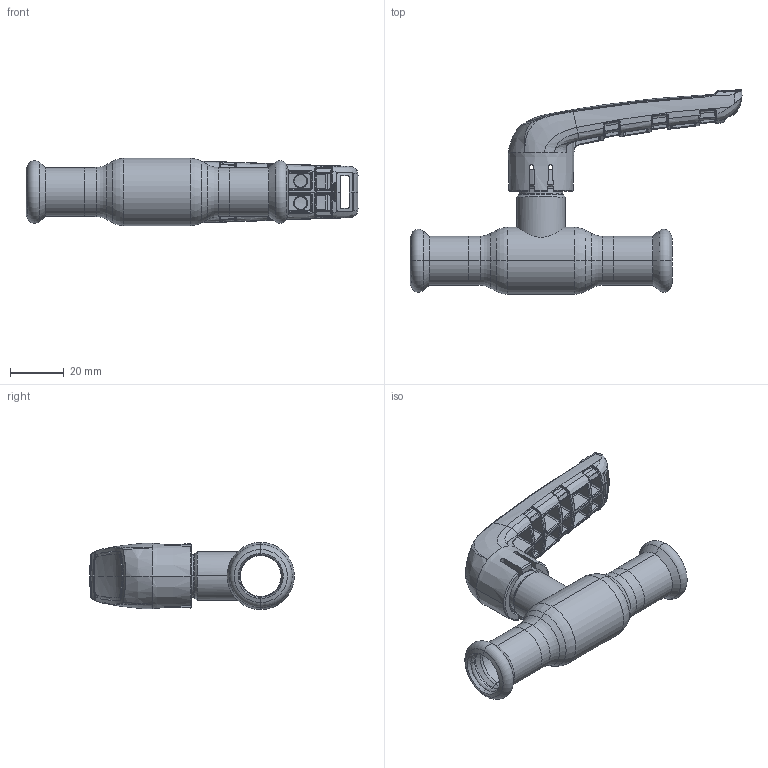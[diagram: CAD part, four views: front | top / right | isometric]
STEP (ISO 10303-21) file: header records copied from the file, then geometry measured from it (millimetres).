
FILE_DESCRIPTION (( 'STEP AP214' ), '1' );
FILE_NAME ('XPR20100 DN10 15 x 15.step', '2018-09-18T11:04:41', ( '' ), ( '' ), 'SwSTEP 2.0', 'SolidWorks 2017', '' );
FILE_SCHEMA (( 'AUTOMOTIVE_DESIGN' ));
Length unit declared in the file: millimetre
Products named in the file (1): XPR20100 DN10 15 x 15
Bounding box: 123.58 x 76.18 x 25 mm (x, y, z)
Surface area: 21248.2 mm2 (no closed solid volume)
Topology: 0 solids, 8 shells, 851 faces, 2555 edges, 1618 vertices
Faces by surface type: bspline 699, plane 55, cylinder 40, cone 32, torus 25
Entity records: 63323 total; most frequent: CARTESIAN_POINT 37387, ORIENTED_EDGE 4392, EDGE_CURVE 2529, B_SPLINE_CURVE_WITH_KNOTS 1766, DIRECTION 1648, VERTEX_POINT 1618, EDGE_LOOP 873, UNCERTAINTY_MEASURE_WITH_UNIT 853
